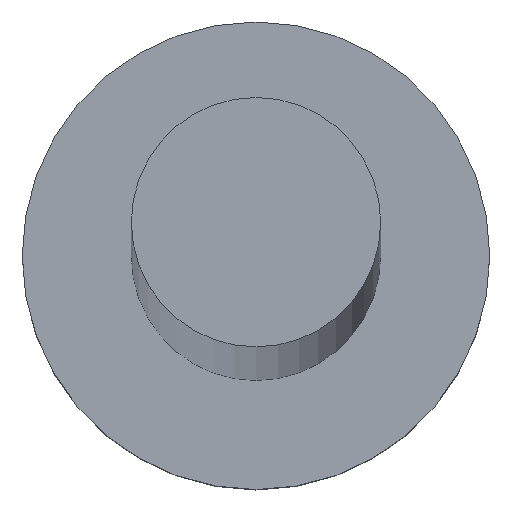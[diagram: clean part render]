
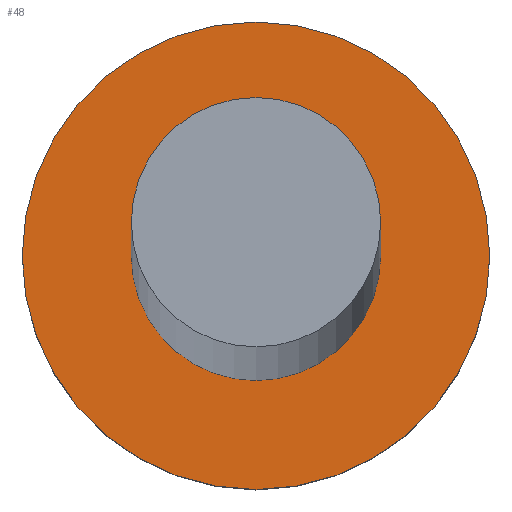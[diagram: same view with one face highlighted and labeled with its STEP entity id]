
A CAD part, top view. The second image highlights one B-rep face of the part: STEP entity #48.
In plain terms, the highlighted planar face has unit normal (0, 0, 1).
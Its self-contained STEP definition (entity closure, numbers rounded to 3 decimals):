
#1 = AXIS2_PLACEMENT_3D ( 'NONE', #71, #149, #104 ) ;
#4 = EDGE_CURVE ( 'NONE', #197, #176, #202, .T. ) ;
#15 = CARTESIAN_POINT ( 'NONE',  ( 0., 0., 1.5 ) ) ;
#20 = CARTESIAN_POINT ( 'NONE',  ( 0., 0., 1.5 ) ) ;
#23 = DIRECTION ( 'NONE',  ( 1., 0., 0. ) ) ;
#28 = DIRECTION ( 'NONE',  ( 1., 0., 0. ) ) ;
#40 = CARTESIAN_POINT ( 'NONE',  ( 0.8, 0., 1.5 ) ) ;
#41 = ORIENTED_EDGE ( 'NONE', *, *, #252, .T. ) ;
#48 = ADVANCED_FACE ( 'NONE', ( #86, #170 ), #128, .T. ) ;
#62 = EDGE_LOOP ( 'NONE', ( #41, #242 ) ) ;
#71 = CARTESIAN_POINT ( 'NONE',  ( 0., 0., 1.5 ) ) ;
#75 = EDGE_CURVE ( 'NONE', #166, #120, #78, .T. ) ;
#77 = AXIS2_PLACEMENT_3D ( 'NONE', #244, #150, #253 ) ;
#78 = CIRCLE ( 'NONE', #1, 0.8 ) ;
#86 = FACE_BOUND ( 'NONE', #137, .T. ) ;
#97 = DIRECTION ( 'NONE',  ( 0., 0., 1. ) ) ;
#104 = DIRECTION ( 'NONE',  ( 1., 0., 0. ) ) ;
#105 = AXIS2_PLACEMENT_3D ( 'NONE', #246, #107, #28 ) ;
#107 = DIRECTION ( 'NONE',  ( 0., 0., 1. ) ) ;
#115 = CIRCLE ( 'NONE', #227, 0.8 ) ;
#120 = VERTEX_POINT ( 'NONE', #208 ) ;
#128 = PLANE ( 'NONE',  #77 ) ;
#137 = EDGE_LOOP ( 'NONE', ( #201, #146 ) ) ;
#146 = ORIENTED_EDGE ( 'NONE', *, *, #75, .F. ) ;
#149 = DIRECTION ( 'NONE',  ( 0., 0., 1. ) ) ;
#150 = DIRECTION ( 'NONE',  ( 0., 0., 1. ) ) ;
#163 = CARTESIAN_POINT ( 'NONE',  ( 1.5, 0., 1.5 ) ) ;
#166 = VERTEX_POINT ( 'NONE', #40 ) ;
#170 = FACE_OUTER_BOUND ( 'NONE', #62, .T. ) ;
#176 = VERTEX_POINT ( 'NONE', #192 ) ;
#183 = EDGE_CURVE ( 'NONE', #120, #166, #115, .T. ) ;
#185 = AXIS2_PLACEMENT_3D ( 'NONE', #15, #97, #217 ) ;
#192 = CARTESIAN_POINT ( 'NONE',  ( -1.5, 0., 1.5 ) ) ;
#197 = VERTEX_POINT ( 'NONE', #163 ) ;
#201 = ORIENTED_EDGE ( 'NONE', *, *, #183, .F. ) ;
#202 = CIRCLE ( 'NONE', #185, 1.5 ) ;
#203 = CIRCLE ( 'NONE', #105, 1.5 ) ;
#208 = CARTESIAN_POINT ( 'NONE',  ( -0.8, 0., 1.5 ) ) ;
#217 = DIRECTION ( 'NONE',  ( 1., 0., 0. ) ) ;
#227 = AXIS2_PLACEMENT_3D ( 'NONE', #20, #239, #23 ) ;
#239 = DIRECTION ( 'NONE',  ( 0., 0., 1. ) ) ;
#242 = ORIENTED_EDGE ( 'NONE', *, *, #4, .T. ) ;
#244 = CARTESIAN_POINT ( 'NONE',  ( 0., 0., 1.5 ) ) ;
#246 = CARTESIAN_POINT ( 'NONE',  ( 0., 0., 1.5 ) ) ;
#252 = EDGE_CURVE ( 'NONE', #176, #197, #203, .T. ) ;
#253 = DIRECTION ( 'NONE',  ( 1., 0., 0. ) ) ;
